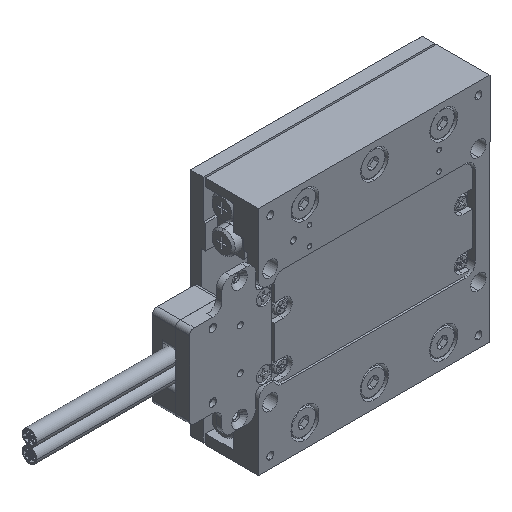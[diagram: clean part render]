
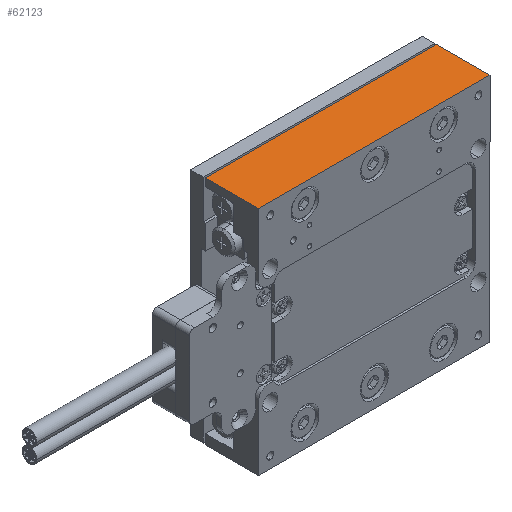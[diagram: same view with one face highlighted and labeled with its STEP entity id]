
A CAD part, isometric view. The second image highlights one B-rep face of the part: STEP entity #62123.
In plain terms, the highlighted planar face has unit normal (0, 0, 1).
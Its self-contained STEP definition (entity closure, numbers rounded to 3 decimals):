
#1094 = ORIENTED_EDGE ( 'NONE', *, *, #24321, .F. ) ;
#4209 = ORIENTED_EDGE ( 'NONE', *, *, #62667, .T. ) ;
#8810 = LINE ( 'NONE', #9517, #70165 ) ;
#9517 = CARTESIAN_POINT ( 'NONE',  ( -25., 5.5, 25. ) ) ;
#10888 = DIRECTION ( 'NONE',  ( -1., 0., 0. ) ) ;
#13754 = LINE ( 'NONE', #35946, #31170 ) ;
#14112 = DIRECTION ( 'NONE',  ( 1., 0., 0. ) ) ;
#14672 = EDGE_CURVE ( 'NONE', #37985, #36828, #8810, .T. ) ;
#14968 = DIRECTION ( 'NONE',  ( 0., -1., 0. ) ) ;
#16025 = CARTESIAN_POINT ( 'NONE',  ( -31.357, 11.5, 25. ) ) ;
#16361 = VECTOR ( 'NONE', #66506, 1000. ) ;
#21489 = LINE ( 'NONE', #16025, #16361 ) ;
#24321 = EDGE_CURVE ( 'NONE', #58480, #36192, #55123, .T. ) ;
#27535 = CARTESIAN_POINT ( 'NONE',  ( -25., 11.5, 25. ) ) ;
#31170 = VECTOR ( 'NONE', #14112, 1000. ) ;
#35069 = CARTESIAN_POINT ( 'NONE',  ( -25., 0., 25. ) ) ;
#35946 = CARTESIAN_POINT ( 'NONE',  ( -25., 0., 25. ) ) ;
#36192 = VERTEX_POINT ( 'NONE', #48163 ) ;
#36828 = VERTEX_POINT ( 'NONE', #35069 ) ;
#37093 = PLANE ( 'NONE',  #51099 ) ;
#37445 = FACE_OUTER_BOUND ( 'NONE', #62467, .T. ) ;
#37799 = DIRECTION ( 'NONE',  ( 0., 0., -1. ) ) ;
#37985 = VERTEX_POINT ( 'NONE', #27535 ) ;
#39559 = CARTESIAN_POINT ( 'NONE',  ( 25., 5.5, 25. ) ) ;
#48163 = CARTESIAN_POINT ( 'NONE',  ( 25., 0., 25. ) ) ;
#51011 = CARTESIAN_POINT ( 'NONE',  ( 25., 11.5, 25. ) ) ;
#51099 = AXIS2_PLACEMENT_3D ( 'NONE', #60627, #37799, #10888 ) ;
#52110 = ORIENTED_EDGE ( 'NONE', *, *, #65430, .F. ) ;
#55123 = LINE ( 'NONE', #39559, #67222 ) ;
#55851 = DIRECTION ( 'NONE',  ( 0., -1., 0. ) ) ;
#58480 = VERTEX_POINT ( 'NONE', #51011 ) ;
#60627 = CARTESIAN_POINT ( 'NONE',  ( -25., 5.5, 25. ) ) ;
#62123 = ADVANCED_FACE ( 'NONE', ( #37445 ), #37093, .F. ) ;
#62467 = EDGE_LOOP ( 'NONE', ( #4209, #1094, #52110, #70240 ) ) ;
#62667 = EDGE_CURVE ( 'NONE', #36828, #36192, #13754, .T. ) ;
#65430 = EDGE_CURVE ( 'NONE', #37985, #58480, #21489, .T. ) ;
#66506 = DIRECTION ( 'NONE',  ( 1., 0., 0. ) ) ;
#67222 = VECTOR ( 'NONE', #55851, 1000. ) ;
#70165 = VECTOR ( 'NONE', #14968, 1000. ) ;
#70240 = ORIENTED_EDGE ( 'NONE', *, *, #14672, .T. ) ;
